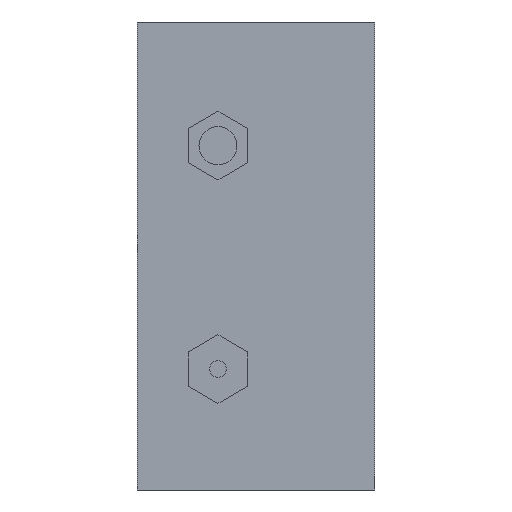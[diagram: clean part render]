
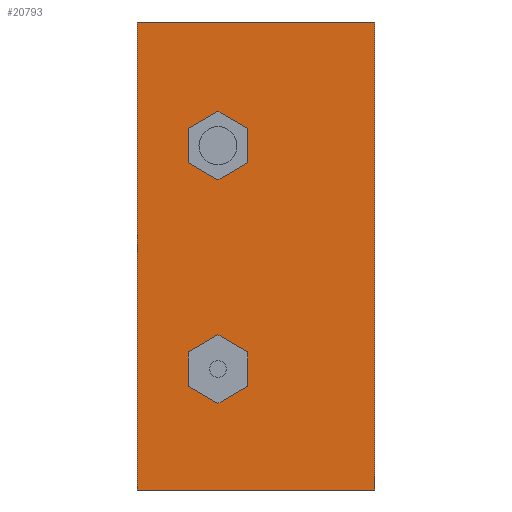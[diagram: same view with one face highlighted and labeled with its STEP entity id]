
A CAD part, left-side view. The second image highlights one B-rep face of the part: STEP entity #20793.
In plain terms, the highlighted planar face has unit normal (-1, 0, 0).
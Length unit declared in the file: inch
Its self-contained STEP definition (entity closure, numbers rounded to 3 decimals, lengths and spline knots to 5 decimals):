
#393 = VECTOR ( 'NONE', #32222, 39.37008 ) ;
#1004 = CARTESIAN_POINT ( 'NONE',  ( -1.62402, 0.0175, 0.19604 ) ) ;
#1168 = CARTESIAN_POINT ( 'NONE',  ( -1.62402, 0.08, -0.16571 ) ) ;
#1308 = VECTOR ( 'NONE', #10567, 39.37008 ) ;
#1426 = DIRECTION ( 'NONE',  ( 0., 0.866, -0.5 ) ) ;
#2027 = CARTESIAN_POINT ( 'NONE',  ( -1.62402, 0.08, -0.31004 ) ) ;
#4058 = EDGE_CURVE ( 'NONE', #22184, #28470, #9662, .T. ) ;
#4624 = CARTESIAN_POINT ( 'NONE',  ( -1.62402, 0.0175, -0.20179 ) ) ;
#4978 = ORIENTED_EDGE ( 'NONE', *, *, #45744, .F. ) ;
#5188 = EDGE_LOOP ( 'NONE', ( #24944, #20213, #42458, #11424, #27627, #20035 ) ) ;
#5369 = CARTESIAN_POINT ( 'NONE',  ( -1.62402, 0.1425, -0.27396 ) ) ;
#5619 = EDGE_CURVE ( 'NONE', #31897, #18371, #24855, .T. ) ;
#5667 = DIRECTION ( 'NONE',  ( 0., 0., 1. ) ) ;
#6573 = CARTESIAN_POINT ( 'NONE',  ( -1.62402, 0.1425, 0.19604 ) ) ;
#7024 = VERTEX_POINT ( 'NONE', #39371 ) ;
#7296 = EDGE_CURVE ( 'NONE', #21269, #31897, #41138, .T. ) ;
#7368 = LINE ( 'NONE', #46713, #21153 ) ;
#7863 = VECTOR ( 'NONE', #11356, 39.37008 ) ;
#8001 = EDGE_CURVE ( 'NONE', #18371, #17995, #49081, .T. ) ;
#8004 = VECTOR ( 'NONE', #32336, 39.37008 ) ;
#8442 = CARTESIAN_POINT ( 'NONE',  ( -1.62402, 0.08, 0.15996 ) ) ;
#9046 = LINE ( 'NONE', #1168, #34762 ) ;
#9121 = CARTESIAN_POINT ( 'NONE',  ( -1.62402, 0.1425, 0.26821 ) ) ;
#9183 = ORIENTED_EDGE ( 'NONE', *, *, #47401, .F. ) ;
#9201 = CARTESIAN_POINT ( 'NONE',  ( -1.62402, 0.08, 0.30429 ) ) ;
#9662 = LINE ( 'NONE', #2027, #26277 ) ;
#10039 = CARTESIAN_POINT ( 'NONE',  ( -1.62402, 0.25, 0.49213 ) ) ;
#10125 = LINE ( 'NONE', #21693, #36541 ) ;
#10567 = DIRECTION ( 'NONE',  ( 0., 0.866, 0.5 ) ) ;
#10775 = ORIENTED_EDGE ( 'NONE', *, *, #8001, .F. ) ;
#10901 = ORIENTED_EDGE ( 'NONE', *, *, #35932, .T. ) ;
#10922 = VECTOR ( 'NONE', #41860, 39.37008 ) ;
#11040 = DIRECTION ( 'NONE',  ( 0., -0.866, -0.5 ) ) ;
#11258 = VECTOR ( 'NONE', #5667, 39.37008 ) ;
#11356 = DIRECTION ( 'NONE',  ( 0., -1., 0. ) ) ;
#11424 = ORIENTED_EDGE ( 'NONE', *, *, #4058, .F. ) ;
#11576 = LINE ( 'NONE', #39622, #49449 ) ;
#11697 = CARTESIAN_POINT ( 'NONE',  ( -1.62402, 0.25, -0.49213 ) ) ;
#12104 = VECTOR ( 'NONE', #44508, 39.37008 ) ;
#13553 = CARTESIAN_POINT ( 'NONE',  ( -1.62402, 0.0175, 0.26821 ) ) ;
#14835 = LINE ( 'NONE', #49723, #10922 ) ;
#15224 = EDGE_CURVE ( 'NONE', #17674, #22184, #7368, .T. ) ;
#16767 = DIRECTION ( 'NONE',  ( 0., 0., 1. ) ) ;
#17357 = EDGE_LOOP ( 'NONE', ( #20118, #30331, #9183, #4978, #31305, #10775 ) ) ;
#17674 = VERTEX_POINT ( 'NONE', #5369 ) ;
#17995 = VERTEX_POINT ( 'NONE', #9121 ) ;
#18347 = CARTESIAN_POINT ( 'NONE',  ( -1.62402, 0.25, 0.49213 ) ) ;
#18371 = VERTEX_POINT ( 'NONE', #25340 ) ;
#18951 = EDGE_CURVE ( 'NONE', #28470, #24230, #29674, .T. ) ;
#19064 = CARTESIAN_POINT ( 'NONE',  ( -1.62402, 0.0175, -0.27396 ) ) ;
#19483 = CARTESIAN_POINT ( 'NONE',  ( -1.62402, 0.25, 0.49213 ) ) ;
#20035 = ORIENTED_EDGE ( 'NONE', *, *, #51295, .F. ) ;
#20118 = ORIENTED_EDGE ( 'NONE', *, *, #5619, .F. ) ;
#20213 = ORIENTED_EDGE ( 'NONE', *, *, #47101, .F. ) ;
#20451 = VERTEX_POINT ( 'NONE', #31861 ) ;
#20793 = ADVANCED_FACE ( 'NONE', ( #50136, #25541, #25805 ), #34180, .F. ) ;
#21153 = VECTOR ( 'NONE', #11040, 39.37008 ) ;
#21269 = VERTEX_POINT ( 'NONE', #26878 ) ;
#21693 = CARTESIAN_POINT ( 'NONE',  ( -1.62402, 0.1425, -0.20179 ) ) ;
#21915 = CARTESIAN_POINT ( 'NONE',  ( -1.62402, 0.08, 0.15996 ) ) ;
#22184 = VERTEX_POINT ( 'NONE', #37480 ) ;
#22192 = CARTESIAN_POINT ( 'NONE',  ( -1.62402, 0.0175, 0.26821 ) ) ;
#22356 = EDGE_CURVE ( 'NONE', #35709, #35879, #24580, .T. ) ;
#23401 = EDGE_CURVE ( 'NONE', #20451, #34216, #9046, .T. ) ;
#24107 = CARTESIAN_POINT ( 'NONE',  ( -1.62402, 0.0175, -0.27396 ) ) ;
#24173 = DIRECTION ( 'NONE',  ( 0., 0., 1. ) ) ;
#24230 = VERTEX_POINT ( 'NONE', #42971 ) ;
#24580 = LINE ( 'NONE', #32202, #12104 ) ;
#24855 = LINE ( 'NONE', #13553, #42262 ) ;
#24944 = ORIENTED_EDGE ( 'NONE', *, *, #23401, .F. ) ;
#25120 = VERTEX_POINT ( 'NONE', #18347 ) ;
#25340 = CARTESIAN_POINT ( 'NONE',  ( -1.62402, 0.08, 0.30429 ) ) ;
#25541 = FACE_BOUND ( 'NONE', #17357, .T. ) ;
#25636 = DIRECTION ( 'NONE',  ( 0., 0., -1. ) ) ;
#25805 = FACE_BOUND ( 'NONE', #5188, .T. ) ;
#25920 = ORIENTED_EDGE ( 'NONE', *, *, #44547, .F. ) ;
#26277 = VECTOR ( 'NONE', #50727, 39.37008 ) ;
#26393 = VECTOR ( 'NONE', #16767, 39.37008 ) ;
#26587 = EDGE_CURVE ( 'NONE', #25120, #7024, #47286, .T. ) ;
#26878 = CARTESIAN_POINT ( 'NONE',  ( -1.62402, 0.0175, 0.19604 ) ) ;
#27627 = ORIENTED_EDGE ( 'NONE', *, *, #15224, .F. ) ;
#28138 = LINE ( 'NONE', #8442, #8004 ) ;
#28470 = VERTEX_POINT ( 'NONE', #24107 ) ;
#28838 = VECTOR ( 'NONE', #48547, 39.37008 ) ;
#29674 = LINE ( 'NONE', #19064, #40476 ) ;
#29831 = LINE ( 'NONE', #41617, #11258 ) ;
#29895 = VERTEX_POINT ( 'NONE', #21915 ) ;
#29993 = DIRECTION ( 'NONE',  ( 0., 1., 0. ) ) ;
#30331 = ORIENTED_EDGE ( 'NONE', *, *, #7296, .F. ) ;
#31144 = ORIENTED_EDGE ( 'NONE', *, *, #22356, .T. ) ;
#31305 = ORIENTED_EDGE ( 'NONE', *, *, #32944, .F. ) ;
#31861 = CARTESIAN_POINT ( 'NONE',  ( -1.62402, 0.08, -0.16571 ) ) ;
#31897 = VERTEX_POINT ( 'NONE', #22192 ) ;
#32202 = CARTESIAN_POINT ( 'NONE',  ( -1.62402, 0.25, -0.49213 ) ) ;
#32222 = DIRECTION ( 'NONE',  ( 0., -0.866, -0.5 ) ) ;
#32336 = DIRECTION ( 'NONE',  ( 0., -0.866, 0.5 ) ) ;
#32721 = LINE ( 'NONE', #4624, #1308 ) ;
#32944 = EDGE_CURVE ( 'NONE', #17995, #38990, #14835, .T. ) ;
#34169 = CARTESIAN_POINT ( 'NONE',  ( -1.62402, -0.25, -0.49213 ) ) ;
#34180 = PLANE ( 'NONE',  #43054 ) ;
#34216 = VERTEX_POINT ( 'NONE', #40786 ) ;
#34762 = VECTOR ( 'NONE', #1426, 39.37008 ) ;
#34913 = ORIENTED_EDGE ( 'NONE', *, *, #26587, .F. ) ;
#35709 = VERTEX_POINT ( 'NONE', #11697 ) ;
#35879 = VERTEX_POINT ( 'NONE', #34169 ) ;
#35932 = EDGE_CURVE ( 'NONE', #35879, #7024, #11576, .T. ) ;
#36541 = VECTOR ( 'NONE', #25636, 39.37008 ) ;
#37480 = CARTESIAN_POINT ( 'NONE',  ( -1.62402, 0.08, -0.31004 ) ) ;
#37661 = DIRECTION ( 'NONE',  ( 0., 0.866, 0.5 ) ) ;
#37853 = DIRECTION ( 'NONE',  ( 1., 0., 0. ) ) ;
#38990 = VERTEX_POINT ( 'NONE', #6573 ) ;
#39371 = CARTESIAN_POINT ( 'NONE',  ( -1.62402, -0.25, 0.49213 ) ) ;
#39622 = CARTESIAN_POINT ( 'NONE',  ( -1.62402, -0.25, 0.49213 ) ) ;
#40476 = VECTOR ( 'NONE', #50075, 39.37008 ) ;
#40786 = CARTESIAN_POINT ( 'NONE',  ( -1.62402, 0.1425, -0.20179 ) ) ;
#41138 = LINE ( 'NONE', #1004, #26393 ) ;
#41617 = CARTESIAN_POINT ( 'NONE',  ( -1.62402, 0.25, 0.49213 ) ) ;
#41860 = DIRECTION ( 'NONE',  ( 0., 0., -1. ) ) ;
#42262 = VECTOR ( 'NONE', #37661, 39.37008 ) ;
#42458 = ORIENTED_EDGE ( 'NONE', *, *, #18951, .F. ) ;
#42971 = CARTESIAN_POINT ( 'NONE',  ( -1.62402, 0.0175, -0.20179 ) ) ;
#43054 = AXIS2_PLACEMENT_3D ( 'NONE', #10039, #37853, #29993 ) ;
#44508 = DIRECTION ( 'NONE',  ( 0., -1., 0. ) ) ;
#44547 = EDGE_CURVE ( 'NONE', #35709, #25120, #29831, .T. ) ;
#45504 = CARTESIAN_POINT ( 'NONE',  ( -1.62402, 0.1425, 0.19604 ) ) ;
#45744 = EDGE_CURVE ( 'NONE', #38990, #29895, #47925, .T. ) ;
#46713 = CARTESIAN_POINT ( 'NONE',  ( -1.62402, 0.1425, -0.27396 ) ) ;
#47101 = EDGE_CURVE ( 'NONE', #24230, #20451, #32721, .T. ) ;
#47286 = LINE ( 'NONE', #19483, #7863 ) ;
#47401 = EDGE_CURVE ( 'NONE', #29895, #21269, #28138, .T. ) ;
#47925 = LINE ( 'NONE', #45504, #393 ) ;
#48547 = DIRECTION ( 'NONE',  ( 0., 0.866, -0.5 ) ) ;
#49063 = EDGE_LOOP ( 'NONE', ( #10901, #34913, #25920, #31144 ) ) ;
#49081 = LINE ( 'NONE', #9201, #28838 ) ;
#49449 = VECTOR ( 'NONE', #24173, 39.37008 ) ;
#49723 = CARTESIAN_POINT ( 'NONE',  ( -1.62402, 0.1425, 0.26821 ) ) ;
#50075 = DIRECTION ( 'NONE',  ( 0., 0., 1. ) ) ;
#50136 = FACE_OUTER_BOUND ( 'NONE', #49063, .T. ) ;
#50727 = DIRECTION ( 'NONE',  ( 0., -0.866, 0.5 ) ) ;
#51295 = EDGE_CURVE ( 'NONE', #34216, #17674, #10125, .T. ) ;
